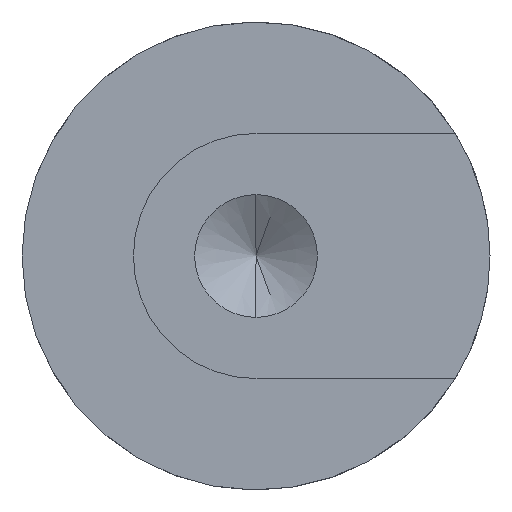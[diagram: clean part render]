
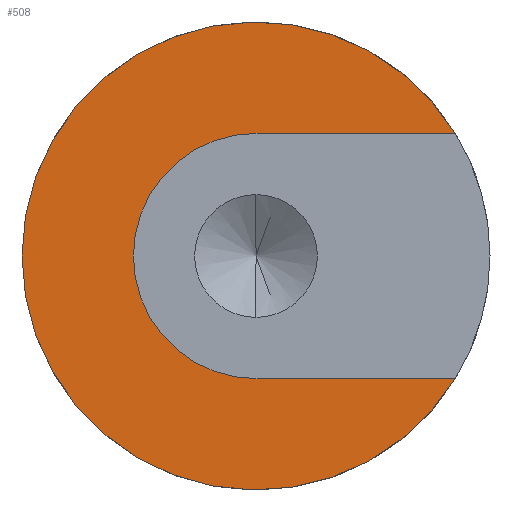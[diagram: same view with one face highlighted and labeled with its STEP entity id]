
A CAD part, left-side view. The second image highlights one B-rep face of the part: STEP entity #508.
In plain terms, the highlighted planar face has unit normal (-1, 0, 0).
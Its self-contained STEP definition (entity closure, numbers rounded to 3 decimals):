
#13 = CARTESIAN_POINT ( 'NONE',  ( 0., 0., 0. ) ) ;
#16 = ORIENTED_EDGE ( 'NONE', *, *, #493, .F. ) ;
#17 = DIRECTION ( 'NONE',  ( 1., 0., 0. ) ) ;
#19 = DIRECTION ( 'NONE',  ( 0., 1., 0. ) ) ;
#29 = EDGE_CURVE ( 'NONE', #337, #483, #464, .T. ) ;
#44 = CARTESIAN_POINT ( 'NONE',  ( 0., 4.991, 0. ) ) ;
#55 = ORIENTED_EDGE ( 'NONE', *, *, #29, .F. ) ;
#56 = FACE_OUTER_BOUND ( 'NONE', #443, .T. ) ;
#136 = CARTESIAN_POINT ( 'NONE',  ( 0., 0., 0. ) ) ;
#164 = CARTESIAN_POINT ( 'NONE',  ( 0., 9.525, 0. ) ) ;
#179 = EDGE_CURVE ( 'NONE', #580, #285, #243, .T. ) ;
#190 = CARTESIAN_POINT ( 'NONE',  ( 0., -8.113, 4.991 ) ) ;
#221 = DIRECTION ( 'NONE',  ( 0., -1., 0. ) ) ;
#222 = CARTESIAN_POINT ( 'NONE',  ( 0., -8.113, -4.991 ) ) ;
#228 = CIRCLE ( 'NONE', #675, 9.525 ) ;
#239 = DIRECTION ( 'NONE',  ( 0., -1., 0. ) ) ;
#243 = CIRCLE ( 'NONE', #695, 4.991 ) ;
#283 = VECTOR ( 'NONE', #716, 1000. ) ;
#285 = VERTEX_POINT ( 'NONE', #44 ) ;
#307 = EDGE_CURVE ( 'NONE', #620, #580, #545, .T. ) ;
#310 = DIRECTION ( 'NONE',  ( 0., 1., 0. ) ) ;
#315 = CARTESIAN_POINT ( 'NONE',  ( 0., 0., 4.991 ) ) ;
#337 = VERTEX_POINT ( 'NONE', #222 ) ;
#372 = CIRCLE ( 'NONE', #592, 4.991 ) ;
#388 = AXIS2_PLACEMENT_3D ( 'NONE', #164, #652, #221 ) ;
#391 = CARTESIAN_POINT ( 'NONE',  ( 0., 0., -4.991 ) ) ;
#407 = ORIENTED_EDGE ( 'NONE', *, *, #608, .F. ) ;
#420 = ORIENTED_EDGE ( 'NONE', *, *, #307, .F. ) ;
#439 = LINE ( 'NONE', #794, #462 ) ;
#443 = EDGE_LOOP ( 'NONE', ( #420, #638, #55, #16, #407, #699 ) ) ;
#462 = VECTOR ( 'NONE', #239, 1000. ) ;
#464 = CIRCLE ( 'NONE', #764, 9.525 ) ;
#465 = CARTESIAN_POINT ( 'NONE',  ( 0., 0., 0. ) ) ;
#472 = CARTESIAN_POINT ( 'NONE',  ( 0., 0., 4.991 ) ) ;
#483 = VERTEX_POINT ( 'NONE', #550 ) ;
#493 = EDGE_CURVE ( 'NONE', #671, #337, #439, .T. ) ;
#508 = ADVANCED_FACE ( 'NONE', ( #56 ), #533, .T. ) ;
#533 = PLANE ( 'NONE',  #388 ) ;
#545 = LINE ( 'NONE', #472, #283 ) ;
#550 = CARTESIAN_POINT ( 'NONE',  ( 0., 9.525, 0. ) ) ;
#579 = DIRECTION ( 'NONE',  ( 0., -1., 0. ) ) ;
#580 = VERTEX_POINT ( 'NONE', #315 ) ;
#592 = AXIS2_PLACEMENT_3D ( 'NONE', #13, #681, #739 ) ;
#608 = EDGE_CURVE ( 'NONE', #285, #671, #372, .T. ) ;
#620 = VERTEX_POINT ( 'NONE', #190 ) ;
#638 = ORIENTED_EDGE ( 'NONE', *, *, #656, .F. ) ;
#652 = DIRECTION ( 'NONE',  ( -1., 0., 0. ) ) ;
#656 = EDGE_CURVE ( 'NONE', #483, #620, #228, .T. ) ;
#671 = VERTEX_POINT ( 'NONE', #391 ) ;
#675 = AXIS2_PLACEMENT_3D ( 'NONE', #136, #17, #310 ) ;
#681 = DIRECTION ( 'NONE',  ( -1., 0., 0. ) ) ;
#683 = DIRECTION ( 'NONE',  ( 1., 0., 0. ) ) ;
#695 = AXIS2_PLACEMENT_3D ( 'NONE', #465, #711, #579 ) ;
#699 = ORIENTED_EDGE ( 'NONE', *, *, #179, .F. ) ;
#711 = DIRECTION ( 'NONE',  ( -1., 0., 0. ) ) ;
#716 = DIRECTION ( 'NONE',  ( 0., 1., 0. ) ) ;
#739 = DIRECTION ( 'NONE',  ( 0., -1., 0. ) ) ;
#756 = CARTESIAN_POINT ( 'NONE',  ( 0., 0., 0. ) ) ;
#764 = AXIS2_PLACEMENT_3D ( 'NONE', #756, #683, #19 ) ;
#794 = CARTESIAN_POINT ( 'NONE',  ( 0., 0., -4.991 ) ) ;
